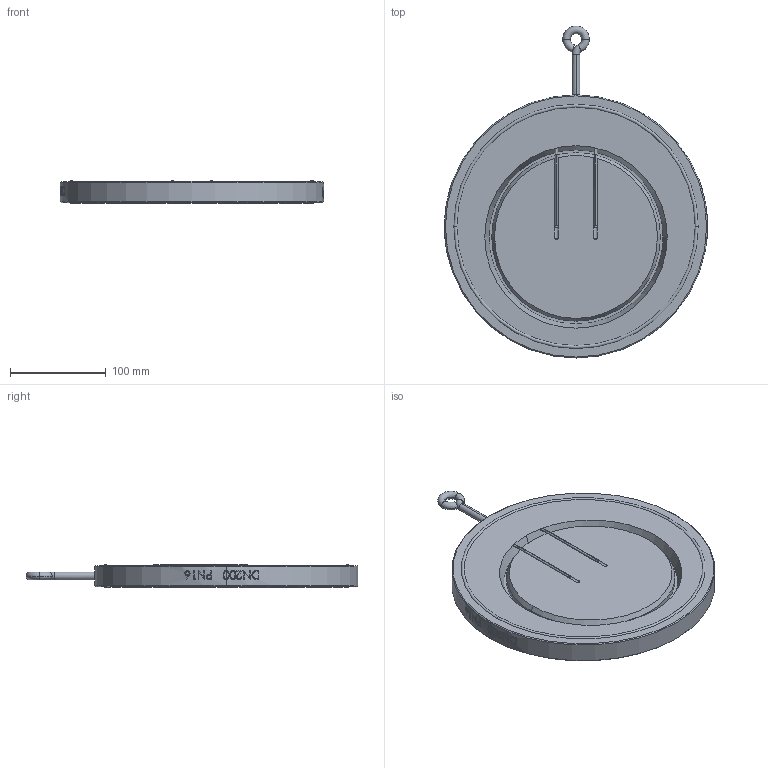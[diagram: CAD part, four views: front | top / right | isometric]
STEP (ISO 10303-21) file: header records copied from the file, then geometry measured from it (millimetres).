
FILE_DESCRIPTION (( 'STEP AP214' ), '1' );
FILE_NAME ('RK100-Rückschlagklappe-Federrücksstellung-DN200-PN16-Fergo.STEP', '2022-11-17T09:39:20', ( '' ), ( '' ), 'SwSTEP 2.0', 'SolidWorks 2022', '' );
FILE_SCHEMA (( 'AUTOMOTIVE_DESIGN' ));
Length unit declared in the file: millimetre
Products named in the file (1): RK100-Rückschlagklappe-Federrücksstellung-DN200-PN16-Fergo
Bounding box: 275 x 347 x 23.86 mm (x, y, z)
Volume: 1041603.6 mm3; surface area: 166666.9 mm2
Topology: 1 solids, 2 shells, 110 faces, 399 edges, 325 vertices
Faces by surface type: cylinder 57, torus 28, plane 13, cone 10, sphere 2
Entity records: 9958 total; most frequent: CARTESIAN_POINT 6513, ORIENTED_EDGE 790, DIRECTION 629, EDGE_CURVE 395, VERTEX_POINT 323, AXIS2_PLACEMENT_3D 276, CIRCLE 165, B_SPLINE_CURVE_WITH_KNOTS 153
